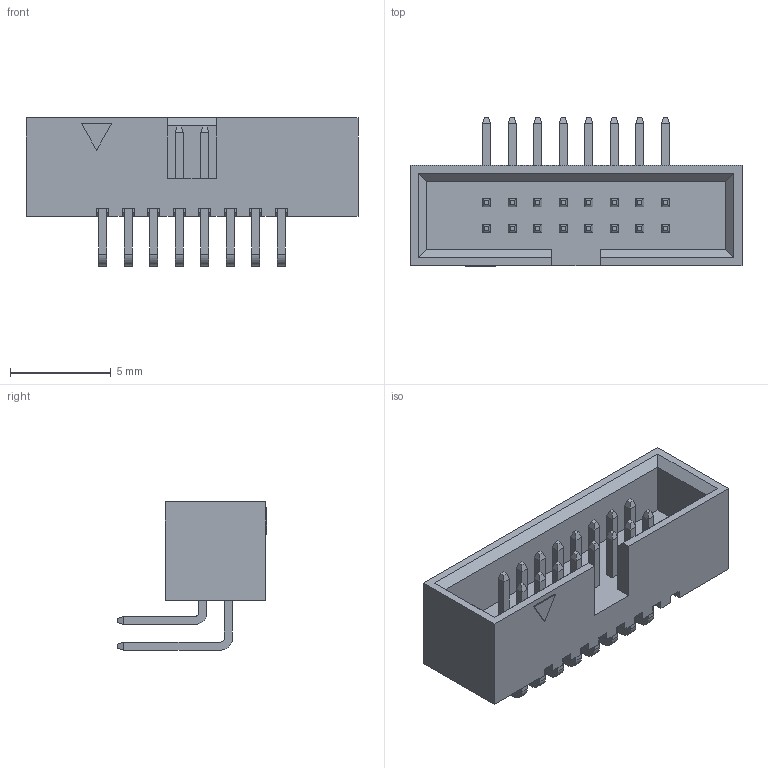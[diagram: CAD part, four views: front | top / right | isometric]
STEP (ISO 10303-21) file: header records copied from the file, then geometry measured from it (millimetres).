
FILE_DESCRIPTION(/* description */ ('Unknown'),/* implementation_level */ '2;1');
FILE_NAME(/* name */ '62701621721',/* time_stamp */ '2020-05-28T16:39:22+02:00',/* author */ ('Unknown'),/* organization */ ('Unknown'),/* preprocessor_version */ 'ST-DEVELOPER v16.7',/* originating_system */ 'DEX',/* authorisation */ $);
FILE_SCHEMA (('AUTOMOTIVE_DESIGN {1 0 10303 214 3 1 1}'));
Length unit declared in the file: millimetre
Products named in the file (4): 6270xx21721; 62701620621; 6270xx21721_Pin longue; 6270xx21721_Pin Courte
Assembly tree (17 placements, depth 2):
  6270xx21721
    62701620621
    6270xx21721_Pin longue  x8
    6270xx21721_Pin Courte  x8
Bounding box: 16.51 x 7.46 x 7.37 mm (x, y, z)
Volume: 258.7 mm3; surface area: 803.4 mm2
Topology: 17 solids, 17 shells, 487 faces, 1240 edges, 772 vertices
Faces by surface type: plane 455, cylinder 32
Entity records: 9170 total; most frequent: CARTESIAN_POINT 1369, ORIENTED_EDGE 1360, DIRECTION 1194, EDGE_CURVE 680, LINE 672, VECTOR 672, VERTEX_POINT 436, AXIS2_PLACEMENT_3D 261
